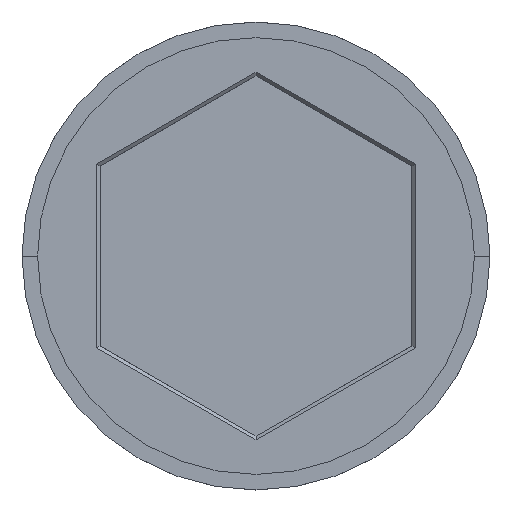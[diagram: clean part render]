
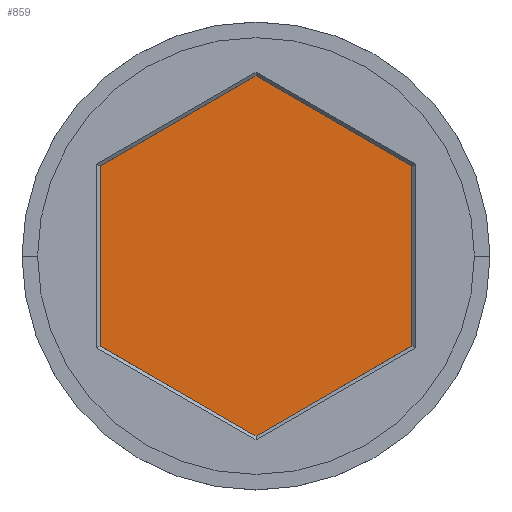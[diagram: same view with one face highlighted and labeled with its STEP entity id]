
A CAD part, top view. The second image highlights one B-rep face of the part: STEP entity #859.
In plain terms, the highlighted planar face has unit normal (0, 0, 1).
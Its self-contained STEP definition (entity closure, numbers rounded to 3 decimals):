
#10 = VECTOR ( 'NONE', #808, 1000. ) ;
#50 = CARTESIAN_POINT ( 'NONE',  ( 2.5, -4.33, -2. ) ) ;
#73 = VERTEX_POINT ( 'NONE', #914 ) ;
#134 = ORIENTED_EDGE ( 'NONE', *, *, #929, .T. ) ;
#146 = CARTESIAN_POINT ( 'NONE',  ( 5., -2.887, -2. ) ) ;
#161 = DIRECTION ( 'NONE',  ( 0., 1., 0. ) ) ;
#173 = VECTOR ( 'NONE', #161, 1000. ) ;
#175 = CARTESIAN_POINT ( 'NONE',  ( -5., 0., -2. ) ) ;
#176 = EDGE_CURVE ( 'NONE', #868, #73, #579, .T. ) ;
#261 = EDGE_CURVE ( 'NONE', #1466, #1440, #452, .T. ) ;
#302 = VERTEX_POINT ( 'NONE', #146 ) ;
#384 = AXIS2_PLACEMENT_3D ( 'NONE', #1301, #1066, #1172 ) ;
#425 = EDGE_CURVE ( 'NONE', #1440, #302, #816, .T. ) ;
#439 = FACE_OUTER_BOUND ( 'NONE', #488, .T. ) ;
#452 = LINE ( 'NONE', #1450, #594 ) ;
#488 = EDGE_LOOP ( 'NONE', ( #1089, #1288, #134, #711, #1107, #1114 ) ) ;
#500 = LINE ( 'NONE', #1270, #173 ) ;
#534 = CARTESIAN_POINT ( 'NONE',  ( 0., -5.774, -2. ) ) ;
#575 = DIRECTION ( 'NONE',  ( 0., -1., 0. ) ) ;
#579 = LINE ( 'NONE', #1344, #1246 ) ;
#588 = DIRECTION ( 'NONE',  ( -0.866, 0.5, 0. ) ) ;
#594 = VECTOR ( 'NONE', #1328, 1000. ) ;
#605 = CARTESIAN_POINT ( 'NONE',  ( -2.5, 4.33, -2. ) ) ;
#711 = ORIENTED_EDGE ( 'NONE', *, *, #261, .T. ) ;
#723 = VERTEX_POINT ( 'NONE', #1500 ) ;
#731 = LINE ( 'NONE', #605, #1371 ) ;
#799 = CARTESIAN_POINT ( 'NONE',  ( 5., 2.887, -2. ) ) ;
#808 = DIRECTION ( 'NONE',  ( 0.866, 0.5, 0. ) ) ;
#816 = LINE ( 'NONE', #50, #10 ) ;
#824 = LINE ( 'NONE', #175, #1452 ) ;
#859 = ADVANCED_FACE ( 'NONE', ( #439 ), #1310, .T. ) ;
#868 = VERTEX_POINT ( 'NONE', #799 ) ;
#903 = CARTESIAN_POINT ( 'NONE',  ( -5., -2.887, -2. ) ) ;
#914 = CARTESIAN_POINT ( 'NONE',  ( 0., 5.774, -2. ) ) ;
#929 = EDGE_CURVE ( 'NONE', #723, #1466, #824, .T. ) ;
#1066 = DIRECTION ( 'NONE',  ( 0., 0., 1. ) ) ;
#1089 = ORIENTED_EDGE ( 'NONE', *, *, #176, .T. ) ;
#1107 = ORIENTED_EDGE ( 'NONE', *, *, #425, .T. ) ;
#1114 = ORIENTED_EDGE ( 'NONE', *, *, #1339, .T. ) ;
#1172 = DIRECTION ( 'NONE',  ( 1., 0., 0. ) ) ;
#1246 = VECTOR ( 'NONE', #588, 1000. ) ;
#1253 = EDGE_CURVE ( 'NONE', #73, #723, #731, .T. ) ;
#1270 = CARTESIAN_POINT ( 'NONE',  ( 5., 0., -2. ) ) ;
#1288 = ORIENTED_EDGE ( 'NONE', *, *, #1253, .T. ) ;
#1301 = CARTESIAN_POINT ( 'NONE',  ( 0., 0., -2. ) ) ;
#1310 = PLANE ( 'NONE',  #384 ) ;
#1328 = DIRECTION ( 'NONE',  ( 0.866, -0.5, 0. ) ) ;
#1339 = EDGE_CURVE ( 'NONE', #302, #868, #500, .T. ) ;
#1344 = CARTESIAN_POINT ( 'NONE',  ( 2.5, 4.33, -2. ) ) ;
#1371 = VECTOR ( 'NONE', #1485, 1000. ) ;
#1440 = VERTEX_POINT ( 'NONE', #534 ) ;
#1450 = CARTESIAN_POINT ( 'NONE',  ( -2.5, -4.33, -2. ) ) ;
#1452 = VECTOR ( 'NONE', #575, 1000. ) ;
#1466 = VERTEX_POINT ( 'NONE', #903 ) ;
#1485 = DIRECTION ( 'NONE',  ( -0.866, -0.5, 0. ) ) ;
#1500 = CARTESIAN_POINT ( 'NONE',  ( -5., 2.887, -2. ) ) ;
